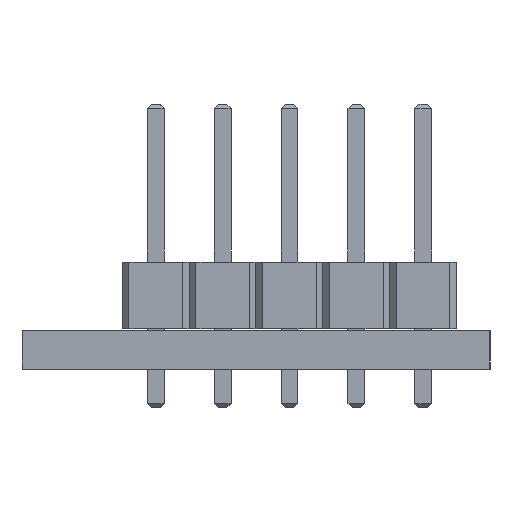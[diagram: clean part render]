
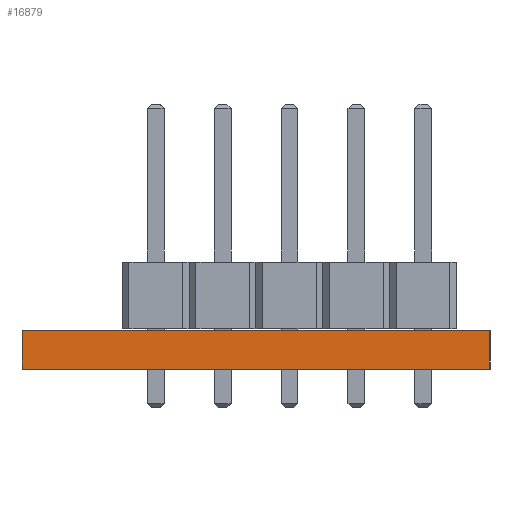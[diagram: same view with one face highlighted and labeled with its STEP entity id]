
A CAD part, left-side view. The second image highlights one B-rep face of the part: STEP entity #16879.
In plain terms, the highlighted planar face has unit normal (-1, 0, 0).
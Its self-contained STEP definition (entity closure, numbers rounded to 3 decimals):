
#16698 = PLANE('',#16699);
#16699 = AXIS2_PLACEMENT_3D('',#16700,#16701,#16702);
#16700 = CARTESIAN_POINT('',(40.64,-17.78,0.));
#16701 = DIRECTION('',(0.,-1.,0.));
#16702 = DIRECTION('',(-1.,0.,0.));
#16723 = VERTEX_POINT('',#16724);
#16724 = CARTESIAN_POINT('',(0.,-17.78,1.48));
#16738 = PLANE('',#16739);
#16739 = AXIS2_PLACEMENT_3D('',#16740,#16741,#16742);
#16740 = CARTESIAN_POINT('',(20.32,-8.89,1.48));
#16741 = DIRECTION('',(-0.,-0.,-1.));
#16742 = DIRECTION('',(-1.,0.,0.));
#16750 = EDGE_CURVE('',#16751,#16723,#16753,.T.);
#16751 = VERTEX_POINT('',#16752);
#16752 = CARTESIAN_POINT('',(0.,-17.78,0.));
#16753 = SURFACE_CURVE('',#16754,(#16758,#16765),.PCURVE_S1.);
#16754 = LINE('',#16755,#16756);
#16755 = CARTESIAN_POINT('',(0.,-17.78,0.));
#16756 = VECTOR('',#16757,1.);
#16757 = DIRECTION('',(0.,0.,1.));
#16758 = PCURVE('',#16698,#16759);
#16759 = DEFINITIONAL_REPRESENTATION('',(#16760),#16764);
#16760 = LINE('',#16761,#16762);
#16761 = CARTESIAN_POINT('',(40.64,0.));
#16762 = VECTOR('',#16763,1.);
#16763 = DIRECTION('',(0.,-1.));
#16764 = ( GEOMETRIC_REPRESENTATION_CONTEXT(2) 
PARAMETRIC_REPRESENTATION_CONTEXT() REPRESENTATION_CONTEXT('2D SPACE',''
  ) );
#16765 = PCURVE('',#16766,#16771);
#16766 = PLANE('',#16767);
#16767 = AXIS2_PLACEMENT_3D('',#16768,#16769,#16770);
#16768 = CARTESIAN_POINT('',(0.,-17.78,0.));
#16769 = DIRECTION('',(-1.,0.,0.));
#16770 = DIRECTION('',(0.,1.,0.));
#16771 = DEFINITIONAL_REPRESENTATION('',(#16772),#16776);
#16772 = LINE('',#16773,#16774);
#16773 = CARTESIAN_POINT('',(0.,0.));
#16774 = VECTOR('',#16775,1.);
#16775 = DIRECTION('',(0.,-1.));
#16776 = ( GEOMETRIC_REPRESENTATION_CONTEXT(2) 
PARAMETRIC_REPRESENTATION_CONTEXT() REPRESENTATION_CONTEXT('2D SPACE',''
  ) );
#16792 = PLANE('',#16793);
#16793 = AXIS2_PLACEMENT_3D('',#16794,#16795,#16796);
#16794 = CARTESIAN_POINT('',(20.32,-8.89,0.));
#16795 = DIRECTION('',(-0.,-0.,-1.));
#16796 = DIRECTION('',(-1.,0.,0.));
#16825 = PLANE('',#16826);
#16826 = AXIS2_PLACEMENT_3D('',#16827,#16828,#16829);
#16827 = CARTESIAN_POINT('',(0.,0.,0.));
#16828 = DIRECTION('',(0.,1.,0.));
#16829 = DIRECTION('',(1.,0.,0.));
#16879 = ADVANCED_FACE('',(#16880),#16766,.T.);
#16880 = FACE_BOUND('',#16881,.T.);
#16881 = EDGE_LOOP('',(#16882,#16883,#16906,#16929));
#16882 = ORIENTED_EDGE('',*,*,#16750,.T.);
#16883 = ORIENTED_EDGE('',*,*,#16884,.T.);
#16884 = EDGE_CURVE('',#16723,#16885,#16887,.T.);
#16885 = VERTEX_POINT('',#16886);
#16886 = CARTESIAN_POINT('',(0.,0.,1.48));
#16887 = SURFACE_CURVE('',#16888,(#16892,#16899),.PCURVE_S1.);
#16888 = LINE('',#16889,#16890);
#16889 = CARTESIAN_POINT('',(0.,-17.78,1.48));
#16890 = VECTOR('',#16891,1.);
#16891 = DIRECTION('',(0.,1.,0.));
#16892 = PCURVE('',#16766,#16893);
#16893 = DEFINITIONAL_REPRESENTATION('',(#16894),#16898);
#16894 = LINE('',#16895,#16896);
#16895 = CARTESIAN_POINT('',(0.,-1.48));
#16896 = VECTOR('',#16897,1.);
#16897 = DIRECTION('',(1.,0.));
#16898 = ( GEOMETRIC_REPRESENTATION_CONTEXT(2) 
PARAMETRIC_REPRESENTATION_CONTEXT() REPRESENTATION_CONTEXT('2D SPACE',''
  ) );
#16899 = PCURVE('',#16738,#16900);
#16900 = DEFINITIONAL_REPRESENTATION('',(#16901),#16905);
#16901 = LINE('',#16902,#16903);
#16902 = CARTESIAN_POINT('',(20.32,-8.89));
#16903 = VECTOR('',#16904,1.);
#16904 = DIRECTION('',(0.,1.));
#16905 = ( GEOMETRIC_REPRESENTATION_CONTEXT(2) 
PARAMETRIC_REPRESENTATION_CONTEXT() REPRESENTATION_CONTEXT('2D SPACE',''
  ) );
#16906 = ORIENTED_EDGE('',*,*,#16907,.F.);
#16907 = EDGE_CURVE('',#16908,#16885,#16910,.T.);
#16908 = VERTEX_POINT('',#16909);
#16909 = CARTESIAN_POINT('',(0.,-0.,0.));
#16910 = SURFACE_CURVE('',#16911,(#16915,#16922),.PCURVE_S1.);
#16911 = LINE('',#16912,#16913);
#16912 = CARTESIAN_POINT('',(0.,-0.,0.));
#16913 = VECTOR('',#16914,1.);
#16914 = DIRECTION('',(0.,0.,1.));
#16915 = PCURVE('',#16766,#16916);
#16916 = DEFINITIONAL_REPRESENTATION('',(#16917),#16921);
#16917 = LINE('',#16918,#16919);
#16918 = CARTESIAN_POINT('',(17.78,0.));
#16919 = VECTOR('',#16920,1.);
#16920 = DIRECTION('',(0.,-1.));
#16921 = ( GEOMETRIC_REPRESENTATION_CONTEXT(2) 
PARAMETRIC_REPRESENTATION_CONTEXT() REPRESENTATION_CONTEXT('2D SPACE',''
  ) );
#16922 = PCURVE('',#16825,#16923);
#16923 = DEFINITIONAL_REPRESENTATION('',(#16924),#16928);
#16924 = LINE('',#16925,#16926);
#16925 = CARTESIAN_POINT('',(0.,0.));
#16926 = VECTOR('',#16927,1.);
#16927 = DIRECTION('',(0.,-1.));
#16928 = ( GEOMETRIC_REPRESENTATION_CONTEXT(2) 
PARAMETRIC_REPRESENTATION_CONTEXT() REPRESENTATION_CONTEXT('2D SPACE',''
  ) );
#16929 = ORIENTED_EDGE('',*,*,#16930,.F.);
#16930 = EDGE_CURVE('',#16751,#16908,#16931,.T.);
#16931 = SURFACE_CURVE('',#16932,(#16936,#16943),.PCURVE_S1.);
#16932 = LINE('',#16933,#16934);
#16933 = CARTESIAN_POINT('',(0.,-17.78,0.));
#16934 = VECTOR('',#16935,1.);
#16935 = DIRECTION('',(0.,1.,0.));
#16936 = PCURVE('',#16766,#16937);
#16937 = DEFINITIONAL_REPRESENTATION('',(#16938),#16942);
#16938 = LINE('',#16939,#16940);
#16939 = CARTESIAN_POINT('',(0.,0.));
#16940 = VECTOR('',#16941,1.);
#16941 = DIRECTION('',(1.,0.));
#16942 = ( GEOMETRIC_REPRESENTATION_CONTEXT(2) 
PARAMETRIC_REPRESENTATION_CONTEXT() REPRESENTATION_CONTEXT('2D SPACE',''
  ) );
#16943 = PCURVE('',#16792,#16944);
#16944 = DEFINITIONAL_REPRESENTATION('',(#16945),#16949);
#16945 = LINE('',#16946,#16947);
#16946 = CARTESIAN_POINT('',(20.32,-8.89));
#16947 = VECTOR('',#16948,1.);
#16948 = DIRECTION('',(0.,1.));
#16949 = ( GEOMETRIC_REPRESENTATION_CONTEXT(2) 
PARAMETRIC_REPRESENTATION_CONTEXT() REPRESENTATION_CONTEXT('2D SPACE',''
  ) );
